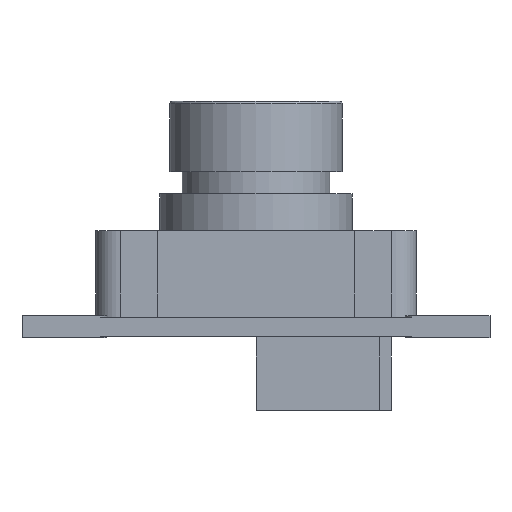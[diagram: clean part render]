
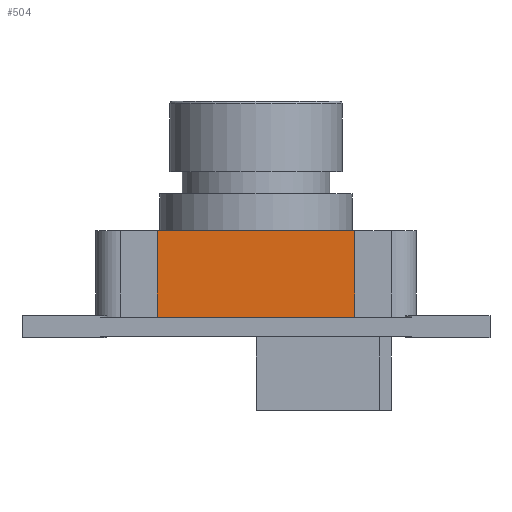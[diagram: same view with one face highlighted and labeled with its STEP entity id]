
A CAD part, front view. The second image highlights one B-rep face of the part: STEP entity #504.
In plain terms, the highlighted planar face has unit normal (0, -1, 0).
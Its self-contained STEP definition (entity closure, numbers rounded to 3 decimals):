
#504 = ADVANCED_FACE( '', ( #1070 ), #1071, .F. );
#1070 = FACE_OUTER_BOUND( '', #1633, .T. );
#1071 = PLANE( '', #1634 );
#1633 = EDGE_LOOP( '', ( #3090, #3091, #3092, #3093 ) );
#1634 = AXIS2_PLACEMENT_3D( '', #3094, #3095, #3096 );
#3090 = ORIENTED_EDGE( '', *, *, #3423, .T. );
#3091 = ORIENTED_EDGE( '', *, *, #3226, .F. );
#3092 = ORIENTED_EDGE( '', *, *, #3638, .F. );
#3093 = ORIENTED_EDGE( '', *, *, #3518, .T. );
#3094 = CARTESIAN_POINT( '', ( -8., -8., 7. ) );
#3095 = DIRECTION( '', ( 0., 1., 0. ) );
#3096 = DIRECTION( '', ( -1., 0., 0. ) );
#3226 = EDGE_CURVE( '', #3874, #3869, #3876, .T. );
#3423 = EDGE_CURVE( '', #4198, #3869, #4199, .T. );
#3518 = EDGE_CURVE( '', #4344, #4198, #4347, .T. );
#3638 = EDGE_CURVE( '', #4344, #3874, #4501, .T. );
#3869 = VERTEX_POINT( '', #4796 );
#3874 = VERTEX_POINT( '', #4803 );
#3876 = LINE( '', #4806, #4807 );
#4198 = VERTEX_POINT( '', #5239 );
#4199 = LINE( '', #5240, #5241 );
#4344 = VERTEX_POINT( '', #5437 );
#4347 = LINE( '', #5442, #5443 );
#4501 = LINE( '', #5657, #5658 );
#4796 = CARTESIAN_POINT( '', ( 8., -8., 0. ) );
#4803 = CARTESIAN_POINT( '', ( 8., -8., 7. ) );
#4806 = CARTESIAN_POINT( '', ( 8., -8., 7. ) );
#4807 = VECTOR( '', #5929, 1000. );
#5239 = CARTESIAN_POINT( '', ( -8., -8., 0. ) );
#5240 = CARTESIAN_POINT( '', ( -8., -8., 0. ) );
#5241 = VECTOR( '', #6187, 1000. );
#5437 = CARTESIAN_POINT( '', ( -8., -8., 7. ) );
#5442 = CARTESIAN_POINT( '', ( -8., -8., 7. ) );
#5443 = VECTOR( '', #6292, 1000. );
#5657 = CARTESIAN_POINT( '', ( -8., -8., 7. ) );
#5658 = VECTOR( '', #6392, 1000. );
#5929 = DIRECTION( '', ( 0., 0., -1. ) );
#6187 = DIRECTION( '', ( 1., 0., 0. ) );
#6292 = DIRECTION( '', ( 0., 0., -1. ) );
#6392 = DIRECTION( '', ( 1., 0., 0. ) );
